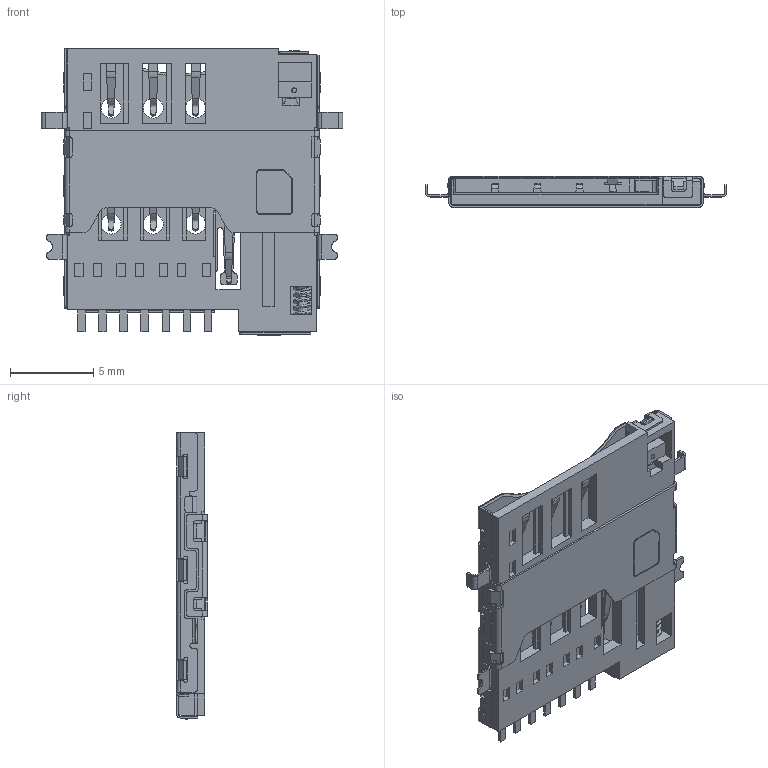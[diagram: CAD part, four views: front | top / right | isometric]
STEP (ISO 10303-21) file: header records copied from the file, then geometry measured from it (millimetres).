
FILE_DESCRIPTION((''),'2;1');
FILE_NAME('C-S306110A1-1-_ASM','2021-07-01T',('Administrator'),(''),'PRO/ENGINEER BY PARAMETRIC TECHNOLOGY CORPORATION, 2008380','PRO/ENGINEER BY PARAMETRIC TECHNOLOGY CORPORATION, 2008380','');
FILE_SCHEMA(('AUTOMOTIVE_DESIGN { 1 2 10303 214 0 1 1 1 }'));
Length unit declared in the file: millimetre
Products named in the file (4): MANIFOLD_SOLID_BREP_47014; MANIFOLD_SOLID_BREP_57296; PRT0033_ASM; C-S306110A1-1-_ASM
Assembly tree (3 placements, depth 3):
  C-S306110A1-1-_ASM
    PRT0033_ASM
      MANIFOLD_SOLID_BREP_47014
      MANIFOLD_SOLID_BREP_57296
Bounding box: 18.11 x 1.85 x 17.22 mm (x, y, z)
Volume: 199.1 mm3; surface area: 1426.7 mm2
Topology: 2 solids, 2 shells, 1182 faces, 3412 edges, 2210 vertices
Faces by surface type: plane 804, cylinder 331, bspline 28, torus 10, cone 9
Entity records: 51653 total; most frequent: CARTESIAN_POINT 14428, ORIENTED_EDGE 6824, DIRECTION 6057, EDGE_CURVE 3412, VECTOR 2425, LINE 2425, VERTEX_POINT 2210, AXIS2_PLACEMENT_3D 1816
